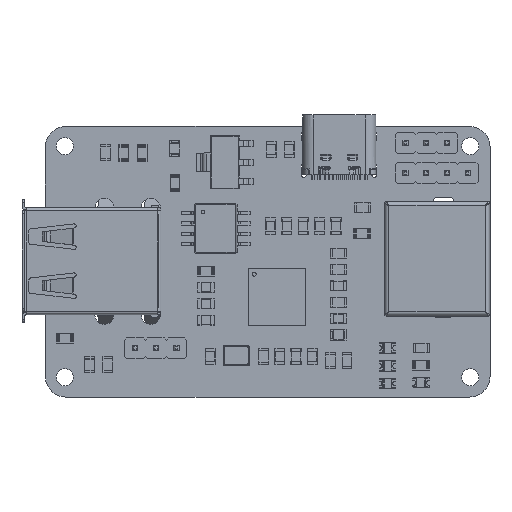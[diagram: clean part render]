
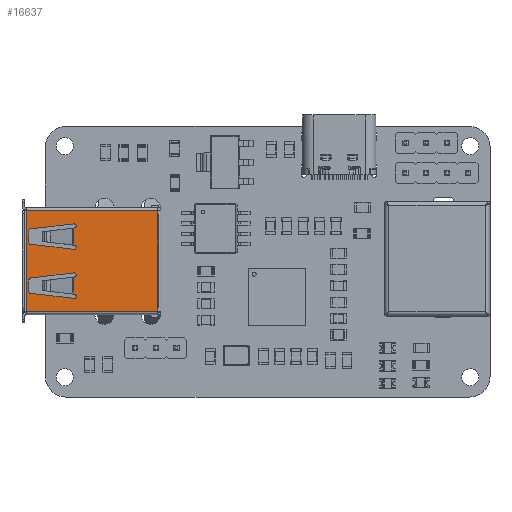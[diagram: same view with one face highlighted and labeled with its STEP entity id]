
A CAD part, top view. The second image highlights one B-rep face of the part: STEP entity #16637.
In plain terms, the highlighted face is planar.
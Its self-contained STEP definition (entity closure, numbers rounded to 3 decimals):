
#14647 = VERTEX_POINT('',#14648);
#14648 = CARTESIAN_POINT('',(-6.15,15.32,-6.32));
#14655 = EDGE_CURVE('',#14647,#14656,#14658,.T.);
#14656 = VERTEX_POINT('',#14657);
#14657 = CARTESIAN_POINT('',(6.15,15.32,-6.32));
#14658 = LINE('',#14659,#14660);
#14659 = CARTESIAN_POINT('',(-6.55,15.32,-6.32));
#14660 = VECTOR('',#14661,1.);
#14661 = DIRECTION('',(1.,0.,0.));
#14681 = EDGE_CURVE('',#14656,#14682,#14684,.T.);
#14682 = VERTEX_POINT('',#14683);
#14683 = CARTESIAN_POINT('',(6.15,15.32,9.78));
#14684 = LINE('',#14685,#14686);
#14685 = CARTESIAN_POINT('',(6.15,15.32,9.78));
#14686 = VECTOR('',#14687,1.);
#14687 = DIRECTION('',(-0.,-0.,1.));
#16637 = ADVANCED_FACE('',(#16638,#16740,#16758),#16860,.F.);
#16638 = FACE_BOUND('',#16639,.T.);
#16639 = EDGE_LOOP('',(#16640,#16650,#16658,#16667,#16675,#16684,#16692,
    #16700,#16709,#16717,#16725,#16733));
#16640 = ORIENTED_EDGE('',*,*,#16641,.F.);
#16641 = EDGE_CURVE('',#16642,#16644,#16646,.T.);
#16642 = VERTEX_POINT('',#16643);
#16643 = CARTESIAN_POINT('',(-1.45,15.32,4.005));
#16644 = VERTEX_POINT('',#16645);
#16645 = CARTESIAN_POINT('',(-1.45,15.32,3.905));
#16646 = LINE('',#16647,#16648);
#16647 = CARTESIAN_POINT('',(-1.45,15.32,9.78));
#16648 = VECTOR('',#16649,1.);
#16649 = DIRECTION('',(0.,-0.,-1.));
#16650 = ORIENTED_EDGE('',*,*,#16651,.F.);
#16651 = EDGE_CURVE('',#16652,#16642,#16654,.T.);
#16652 = VERTEX_POINT('',#16653);
#16653 = CARTESIAN_POINT('',(-2.062,15.32,9.229));
#16654 = LINE('',#16655,#16656);
#16655 = CARTESIAN_POINT('',(-2.062,15.32,9.229));
#16656 = VECTOR('',#16657,1.);
#16657 = DIRECTION('',(0.116,0.,-0.993));
#16658 = ORIENTED_EDGE('',*,*,#16659,.F.);
#16659 = EDGE_CURVE('',#16660,#16652,#16662,.T.);
#16660 = VERTEX_POINT('',#16661);
#16661 = CARTESIAN_POINT('',(-2.31,15.32,9.45));
#16662 = CIRCLE('',#16663,0.25);
#16663 = AXIS2_PLACEMENT_3D('',#16664,#16665,#16666);
#16664 = CARTESIAN_POINT('',(-2.31,15.32,9.2));
#16665 = DIRECTION('',(0.,1.,0.));
#16666 = DIRECTION('',(0.,-0.,1.));
#16667 = ORIENTED_EDGE('',*,*,#16668,.F.);
#16668 = EDGE_CURVE('',#16669,#16660,#16671,.T.);
#16669 = VERTEX_POINT('',#16670);
#16670 = CARTESIAN_POINT('',(-3.69,15.32,9.45));
#16671 = LINE('',#16672,#16673);
#16672 = CARTESIAN_POINT('',(-6.55,15.32,9.45));
#16673 = VECTOR('',#16674,1.);
#16674 = DIRECTION('',(1.,0.,0.));
#16675 = ORIENTED_EDGE('',*,*,#16676,.F.);
#16676 = EDGE_CURVE('',#16677,#16669,#16679,.T.);
#16677 = VERTEX_POINT('',#16678);
#16678 = CARTESIAN_POINT('',(-3.938,15.32,9.229));
#16679 = CIRCLE('',#16680,0.25);
#16680 = AXIS2_PLACEMENT_3D('',#16681,#16682,#16683);
#16681 = CARTESIAN_POINT('',(-3.69,15.32,9.2));
#16682 = DIRECTION('',(0.,1.,0.));
#16683 = DIRECTION('',(0.,-0.,1.));
#16684 = ORIENTED_EDGE('',*,*,#16685,.F.);
#16685 = EDGE_CURVE('',#16686,#16677,#16688,.T.);
#16686 = VERTEX_POINT('',#16687);
#16687 = CARTESIAN_POINT('',(-4.55,15.32,4.005));
#16688 = LINE('',#16689,#16690);
#16689 = CARTESIAN_POINT('',(-4.55,15.32,4.005));
#16690 = VECTOR('',#16691,1.);
#16691 = DIRECTION('',(0.116,0.,0.993));
#16692 = ORIENTED_EDGE('',*,*,#16693,.F.);
#16693 = EDGE_CURVE('',#16694,#16686,#16696,.T.);
#16694 = VERTEX_POINT('',#16695);
#16695 = CARTESIAN_POINT('',(-4.55,15.32,3.905));
#16696 = LINE('',#16697,#16698);
#16697 = CARTESIAN_POINT('',(-4.55,15.32,9.78));
#16698 = VECTOR('',#16699,1.);
#16699 = DIRECTION('',(-0.,0.,1.));
#16700 = ORIENTED_EDGE('',*,*,#16701,.F.);
#16701 = EDGE_CURVE('',#16702,#16694,#16704,.T.);
#16702 = VERTEX_POINT('',#16703);
#16703 = CARTESIAN_POINT('',(-4.052,15.32,3.876));
#16704 = CIRCLE('',#16705,0.25);
#16705 = AXIS2_PLACEMENT_3D('',#16706,#16707,#16708);
#16706 = CARTESIAN_POINT('',(-4.3,15.32,3.905));
#16707 = DIRECTION('',(0.,1.,0.));
#16708 = DIRECTION('',(0.,-0.,1.));
#16709 = ORIENTED_EDGE('',*,*,#16710,.T.);
#16710 = EDGE_CURVE('',#16702,#16711,#16713,.T.);
#16711 = VERTEX_POINT('',#16712);
#16712 = CARTESIAN_POINT('',(-4.037,15.32,4.005));
#16713 = LINE('',#16714,#16715);
#16714 = CARTESIAN_POINT('',(-3.59,15.32,7.82));
#16715 = VECTOR('',#16716,1.);
#16716 = DIRECTION('',(0.116,-0.,0.993));
#16717 = ORIENTED_EDGE('',*,*,#16718,.F.);
#16718 = EDGE_CURVE('',#16719,#16711,#16721,.T.);
#16719 = VERTEX_POINT('',#16720);
#16720 = CARTESIAN_POINT('',(-1.963,15.32,4.005));
#16721 = LINE('',#16722,#16723);
#16722 = CARTESIAN_POINT('',(-6.55,15.32,4.005));
#16723 = VECTOR('',#16724,1.);
#16724 = DIRECTION('',(-1.,-0.,-0.));
#16725 = ORIENTED_EDGE('',*,*,#16726,.T.);
#16726 = EDGE_CURVE('',#16719,#16727,#16729,.T.);
#16727 = VERTEX_POINT('',#16728);
#16728 = CARTESIAN_POINT('',(-1.948,15.32,3.876));
#16729 = LINE('',#16730,#16731);
#16730 = CARTESIAN_POINT('',(-1.948,15.32,3.876));
#16731 = VECTOR('',#16732,1.);
#16732 = DIRECTION('',(0.116,-0.,-0.993));
#16733 = ORIENTED_EDGE('',*,*,#16734,.F.);
#16734 = EDGE_CURVE('',#16644,#16727,#16735,.T.);
#16735 = CIRCLE('',#16736,0.25);
#16736 = AXIS2_PLACEMENT_3D('',#16737,#16738,#16739);
#16737 = CARTESIAN_POINT('',(-1.7,15.32,3.905));
#16738 = DIRECTION('',(0.,1.,0.));
#16739 = DIRECTION('',(0.,-0.,1.));
#16740 = FACE_BOUND('',#16741,.T.);
#16741 = EDGE_LOOP('',(#16742,#16750,#16756,#16757));
#16742 = ORIENTED_EDGE('',*,*,#16743,.F.);
#16743 = EDGE_CURVE('',#16744,#14647,#16746,.T.);
#16744 = VERTEX_POINT('',#16745);
#16745 = CARTESIAN_POINT('',(-6.15,15.32,9.78));
#16746 = LINE('',#16747,#16748);
#16747 = CARTESIAN_POINT('',(-6.15,15.32,9.78));
#16748 = VECTOR('',#16749,1.);
#16749 = DIRECTION('',(0.,-0.,-1.));
#16750 = ORIENTED_EDGE('',*,*,#16751,.F.);
#16751 = EDGE_CURVE('',#14682,#16744,#16752,.T.);
#16752 = LINE('',#16753,#16754);
#16753 = CARTESIAN_POINT('',(-6.55,15.32,9.78));
#16754 = VECTOR('',#16755,1.);
#16755 = DIRECTION('',(-1.,-0.,-0.));
#16756 = ORIENTED_EDGE('',*,*,#14681,.F.);
#16757 = ORIENTED_EDGE('',*,*,#14655,.F.);
#16758 = FACE_BOUND('',#16759,.T.);
#16759 = EDGE_LOOP('',(#16760,#16770,#16778,#16786,#16795,#16803,#16811,
    #16820,#16828,#16837,#16845,#16853));
#16760 = ORIENTED_EDGE('',*,*,#16761,.T.);
#16761 = EDGE_CURVE('',#16762,#16764,#16766,.T.);
#16762 = VERTEX_POINT('',#16763);
#16763 = CARTESIAN_POINT('',(1.948,15.32,3.876));
#16764 = VERTEX_POINT('',#16765);
#16765 = CARTESIAN_POINT('',(1.963,15.32,4.005));
#16766 = LINE('',#16767,#16768);
#16767 = CARTESIAN_POINT('',(1.948,15.32,3.876));
#16768 = VECTOR('',#16769,1.);
#16769 = DIRECTION('',(0.116,-0.,0.993));
#16770 = ORIENTED_EDGE('',*,*,#16771,.F.);
#16771 = EDGE_CURVE('',#16772,#16764,#16774,.T.);
#16772 = VERTEX_POINT('',#16773);
#16773 = CARTESIAN_POINT('',(4.037,15.32,4.005));
#16774 = LINE('',#16775,#16776);
#16775 = CARTESIAN_POINT('',(-6.55,15.32,4.005));
#16776 = VECTOR('',#16777,1.);
#16777 = DIRECTION('',(-1.,-0.,-0.));
#16778 = ORIENTED_EDGE('',*,*,#16779,.T.);
#16779 = EDGE_CURVE('',#16772,#16780,#16782,.T.);
#16780 = VERTEX_POINT('',#16781);
#16781 = CARTESIAN_POINT('',(4.052,15.32,3.876));
#16782 = LINE('',#16783,#16784);
#16783 = CARTESIAN_POINT('',(3.59,15.32,7.82));
#16784 = VECTOR('',#16785,1.);
#16785 = DIRECTION('',(0.116,-0.,-0.993));
#16786 = ORIENTED_EDGE('',*,*,#16787,.F.);
#16787 = EDGE_CURVE('',#16788,#16780,#16790,.T.);
#16788 = VERTEX_POINT('',#16789);
#16789 = CARTESIAN_POINT('',(4.55,15.32,3.905));
#16790 = CIRCLE('',#16791,0.25);
#16791 = AXIS2_PLACEMENT_3D('',#16792,#16793,#16794);
#16792 = CARTESIAN_POINT('',(4.3,15.32,3.905));
#16793 = DIRECTION('',(0.,1.,0.));
#16794 = DIRECTION('',(0.,-0.,1.));
#16795 = ORIENTED_EDGE('',*,*,#16796,.F.);
#16796 = EDGE_CURVE('',#16797,#16788,#16799,.T.);
#16797 = VERTEX_POINT('',#16798);
#16798 = CARTESIAN_POINT('',(4.55,15.32,4.005));
#16799 = LINE('',#16800,#16801);
#16800 = CARTESIAN_POINT('',(4.55,15.32,9.78));
#16801 = VECTOR('',#16802,1.);
#16802 = DIRECTION('',(0.,-0.,-1.));
#16803 = ORIENTED_EDGE('',*,*,#16804,.F.);
#16804 = EDGE_CURVE('',#16805,#16797,#16807,.T.);
#16805 = VERTEX_POINT('',#16806);
#16806 = CARTESIAN_POINT('',(3.938,15.32,9.229));
#16807 = LINE('',#16808,#16809);
#16808 = CARTESIAN_POINT('',(3.938,15.32,9.229));
#16809 = VECTOR('',#16810,1.);
#16810 = DIRECTION('',(0.116,0.,-0.993));
#16811 = ORIENTED_EDGE('',*,*,#16812,.F.);
#16812 = EDGE_CURVE('',#16813,#16805,#16815,.T.);
#16813 = VERTEX_POINT('',#16814);
#16814 = CARTESIAN_POINT('',(3.69,15.32,9.45));
#16815 = CIRCLE('',#16816,0.25);
#16816 = AXIS2_PLACEMENT_3D('',#16817,#16818,#16819);
#16817 = CARTESIAN_POINT('',(3.69,15.32,9.2));
#16818 = DIRECTION('',(0.,1.,0.));
#16819 = DIRECTION('',(0.,-0.,1.));
#16820 = ORIENTED_EDGE('',*,*,#16821,.F.);
#16821 = EDGE_CURVE('',#16822,#16813,#16824,.T.);
#16822 = VERTEX_POINT('',#16823);
#16823 = CARTESIAN_POINT('',(2.31,15.32,9.45));
#16824 = LINE('',#16825,#16826);
#16825 = CARTESIAN_POINT('',(-6.55,15.32,9.45));
#16826 = VECTOR('',#16827,1.);
#16827 = DIRECTION('',(1.,0.,0.));
#16828 = ORIENTED_EDGE('',*,*,#16829,.F.);
#16829 = EDGE_CURVE('',#16830,#16822,#16832,.T.);
#16830 = VERTEX_POINT('',#16831);
#16831 = CARTESIAN_POINT('',(2.062,15.32,9.229));
#16832 = CIRCLE('',#16833,0.25);
#16833 = AXIS2_PLACEMENT_3D('',#16834,#16835,#16836);
#16834 = CARTESIAN_POINT('',(2.31,15.32,9.2));
#16835 = DIRECTION('',(0.,1.,0.));
#16836 = DIRECTION('',(0.,-0.,1.));
#16837 = ORIENTED_EDGE('',*,*,#16838,.F.);
#16838 = EDGE_CURVE('',#16839,#16830,#16841,.T.);
#16839 = VERTEX_POINT('',#16840);
#16840 = CARTESIAN_POINT('',(1.45,15.32,4.005));
#16841 = LINE('',#16842,#16843);
#16842 = CARTESIAN_POINT('',(1.45,15.32,4.005));
#16843 = VECTOR('',#16844,1.);
#16844 = DIRECTION('',(0.116,0.,0.993));
#16845 = ORIENTED_EDGE('',*,*,#16846,.F.);
#16846 = EDGE_CURVE('',#16847,#16839,#16849,.T.);
#16847 = VERTEX_POINT('',#16848);
#16848 = CARTESIAN_POINT('',(1.45,15.32,3.905));
#16849 = LINE('',#16850,#16851);
#16850 = CARTESIAN_POINT('',(1.45,15.32,9.78));
#16851 = VECTOR('',#16852,1.);
#16852 = DIRECTION('',(-0.,0.,1.));
#16853 = ORIENTED_EDGE('',*,*,#16854,.F.);
#16854 = EDGE_CURVE('',#16762,#16847,#16855,.T.);
#16855 = CIRCLE('',#16856,0.25);
#16856 = AXIS2_PLACEMENT_3D('',#16857,#16858,#16859);
#16857 = CARTESIAN_POINT('',(1.7,15.32,3.905));
#16858 = DIRECTION('',(0.,1.,0.));
#16859 = DIRECTION('',(0.,-0.,1.));
#16860 = PLANE('',#16861);
#16861 = AXIS2_PLACEMENT_3D('',#16862,#16863,#16864);
#16862 = CARTESIAN_POINT('',(-6.55,15.32,9.78));
#16863 = DIRECTION('',(0.,-1.,0.));
#16864 = DIRECTION('',(0.,-0.,-1.));
